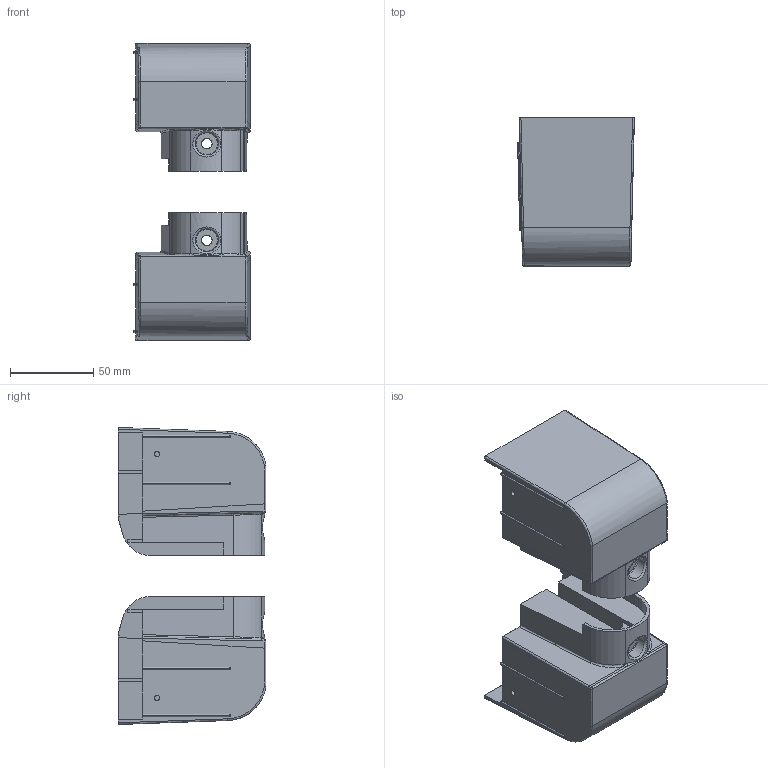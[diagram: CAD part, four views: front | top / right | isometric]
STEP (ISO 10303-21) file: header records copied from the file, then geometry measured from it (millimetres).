
FILE_DESCRIPTION(('FreeCAD Model'),'2;1');
FILE_NAME('Open CASCADE Shape Model','2025-04-29T22:10:09',('FreeCAD'),( 'FreeCAD'),'Open CASCADE STEP processor 7.6','FreeCAD','Unknown');
FILE_SCHEMA(('AUTOMOTIVE_DESIGN { 1 0 10303 214 1 1 1 1 }'));
Length unit declared in the file: millimetre
Products named in the file (1): Open CASCADE STEP translator 7.6 1
Bounding box: 69.99 x 88.6 x 178.03 mm (x, y, z)
Volume: 154487.6 mm3; surface area: 139938.3 mm2
Topology: 2 solids, 2 shells, 504 faces, 1396 edges, 900 vertices
Faces by surface type: bspline 504
Entity records: 18416 total; most frequent: CARTESIAN_POINT 10329, ORIENTED_EDGE 2784, EDGE_CURVE 1392, B_SPLINE_CURVE_WITH_KNOTS 1096, VERTEX_POINT 900, FACE_BOUND 524, EDGE_LOOP 524, ADVANCED_FACE 504
